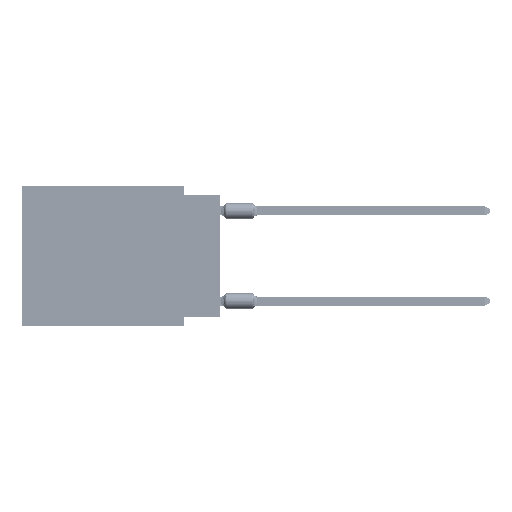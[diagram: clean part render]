
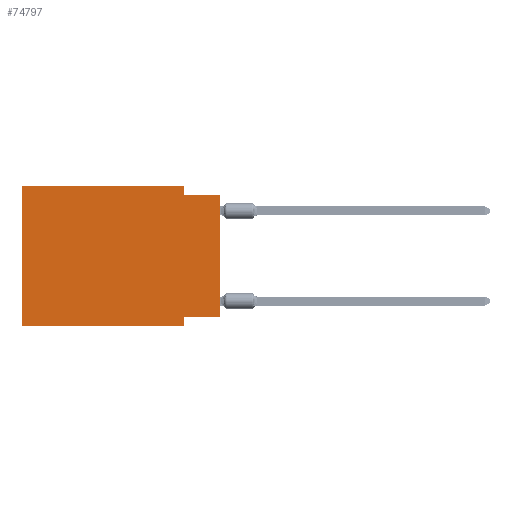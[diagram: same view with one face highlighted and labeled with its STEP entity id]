
A CAD part, left-side view. The second image highlights one B-rep face of the part: STEP entity #74797.
In plain terms, the highlighted planar face has unit normal (-1, 0, 0).
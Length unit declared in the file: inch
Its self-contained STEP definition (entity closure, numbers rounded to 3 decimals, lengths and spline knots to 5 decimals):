
#2185 = CARTESIAN_POINT ( 'NONE',  ( 0., 0.1, -0.39 ) ) ;
#2489 = VERTEX_POINT ( 'NONE', #56245 ) ;
#3333 = CARTESIAN_POINT ( 'NONE',  ( 0., 0.1, -0.365 ) ) ;
#3831 = FACE_OUTER_BOUND ( 'NONE', #31518, .T. ) ;
#3900 = EDGE_CURVE ( 'NONE', #51898, #17256, #69561, .T. ) ;
#5790 = ORIENTED_EDGE ( 'NONE', *, *, #47375, .F. ) ;
#6506 = ORIENTED_EDGE ( 'NONE', *, *, #52394, .F. ) ;
#7819 = DIRECTION ( 'NONE',  ( 0., 0., -1. ) ) ;
#8549 = EDGE_CURVE ( 'NONE', #2489, #65103, #50711, .T. ) ;
#9621 = VERTEX_POINT ( 'NONE', #53602 ) ;
#11165 = ORIENTED_EDGE ( 'NONE', *, *, #44369, .F. ) ;
#11238 = DIRECTION ( 'NONE',  ( 1., 0., 0. ) ) ;
#11950 = LINE ( 'NONE', #56570, #75653 ) ;
#12115 = VECTOR ( 'NONE', #7819, 39.37008 ) ;
#15910 = ORIENTED_EDGE ( 'NONE', *, *, #8549, .T. ) ;
#17256 = VERTEX_POINT ( 'NONE', #2185 ) ;
#17772 = VERTEX_POINT ( 'NONE', #40803 ) ;
#21712 = CARTESIAN_POINT ( 'NONE',  ( 0., 0., -0.025 ) ) ;
#26122 = ORIENTED_EDGE ( 'NONE', *, *, #54403, .F. ) ;
#26959 = VECTOR ( 'NONE', #40746, 39.37008 ) ;
#27238 = LINE ( 'NONE', #71429, #44936 ) ;
#27532 = CARTESIAN_POINT ( 'NONE',  ( 0., 0.1, 0. ) ) ;
#27669 = VECTOR ( 'NONE', #57957, 39.37008 ) ;
#30230 = DIRECTION ( 'NONE',  ( 0., 0., -1. ) ) ;
#31518 = EDGE_LOOP ( 'NONE', ( #15910, #26122, #74954, #6506, #11165, #45114, #52027, #5790 ) ) ;
#32759 = CARTESIAN_POINT ( 'NONE',  ( 0., 0.55, -0.39 ) ) ;
#33500 = DIRECTION ( 'NONE',  ( 0., 0., 1. ) ) ;
#34243 = LINE ( 'NONE', #39248, #12115 ) ;
#38927 = CARTESIAN_POINT ( 'NONE',  ( 0., 0.55, 0. ) ) ;
#39248 = CARTESIAN_POINT ( 'NONE',  ( 0., 0.1, -0.39 ) ) ;
#40746 = DIRECTION ( 'NONE',  ( 0., -1., 0. ) ) ;
#40803 = CARTESIAN_POINT ( 'NONE',  ( 0., 0.1, -0.025 ) ) ;
#44122 = CARTESIAN_POINT ( 'NONE',  ( 0., 0., 0. ) ) ;
#44369 = EDGE_CURVE ( 'NONE', #51898, #9621, #71502, .T. ) ;
#44936 = VECTOR ( 'NONE', #47485, 39.37008 ) ;
#45114 = ORIENTED_EDGE ( 'NONE', *, *, #3900, .T. ) ;
#47375 = EDGE_CURVE ( 'NONE', #2489, #78368, #27238, .T. ) ;
#47485 = DIRECTION ( 'NONE',  ( 0., 1., 0. ) ) ;
#49429 = EDGE_CURVE ( 'NONE', #78368, #17256, #34243, .T. ) ;
#49858 = EDGE_CURVE ( 'NONE', #65215, #17772, #52330, .T. ) ;
#50711 = LINE ( 'NONE', #44122, #71173 ) ;
#51354 = AXIS2_PLACEMENT_3D ( 'NONE', #60418, #11238, #30230 ) ;
#51898 = VERTEX_POINT ( 'NONE', #64934 ) ;
#52027 = ORIENTED_EDGE ( 'NONE', *, *, #49429, .F. ) ;
#52330 = LINE ( 'NONE', #63910, #68921 ) ;
#52394 = EDGE_CURVE ( 'NONE', #9621, #65215, #11950, .T. ) ;
#53602 = CARTESIAN_POINT ( 'NONE',  ( 0., 0.55, 0. ) ) ;
#54403 = EDGE_CURVE ( 'NONE', #17772, #65103, #78334, .T. ) ;
#54627 = PLANE ( 'NONE',  #51354 ) ;
#56174 = DIRECTION ( 'NONE',  ( 0., -1., 0. ) ) ;
#56245 = CARTESIAN_POINT ( 'NONE',  ( 0., 0., -0.365 ) ) ;
#56570 = CARTESIAN_POINT ( 'NONE',  ( 0., 0.55, 0. ) ) ;
#57957 = DIRECTION ( 'NONE',  ( 0., -1., 0. ) ) ;
#58933 = DIRECTION ( 'NONE',  ( 0., 0., -1. ) ) ;
#60418 = CARTESIAN_POINT ( 'NONE',  ( 0., 0.55, 0. ) ) ;
#63910 = CARTESIAN_POINT ( 'NONE',  ( 0., 0.1, 0. ) ) ;
#64934 = CARTESIAN_POINT ( 'NONE',  ( 0., 0.55, -0.39 ) ) ;
#65103 = VERTEX_POINT ( 'NONE', #77154 ) ;
#65215 = VERTEX_POINT ( 'NONE', #27532 ) ;
#68921 = VECTOR ( 'NONE', #58933, 39.37008 ) ;
#69293 = DIRECTION ( 'NONE',  ( 0., 0., 1. ) ) ;
#69561 = LINE ( 'NONE', #32759, #27669 ) ;
#71173 = VECTOR ( 'NONE', #69293, 39.37008 ) ;
#71429 = CARTESIAN_POINT ( 'NONE',  ( 0., 0., -0.365 ) ) ;
#71502 = LINE ( 'NONE', #38927, #73517 ) ;
#73517 = VECTOR ( 'NONE', #33500, 39.37008 ) ;
#74797 = ADVANCED_FACE ( 'NONE', ( #3831 ), #54627, .F. ) ;
#74954 = ORIENTED_EDGE ( 'NONE', *, *, #49858, .F. ) ;
#75653 = VECTOR ( 'NONE', #56174, 39.37008 ) ;
#77154 = CARTESIAN_POINT ( 'NONE',  ( 0., 0., -0.025 ) ) ;
#78334 = LINE ( 'NONE', #21712, #26959 ) ;
#78368 = VERTEX_POINT ( 'NONE', #3333 ) ;
